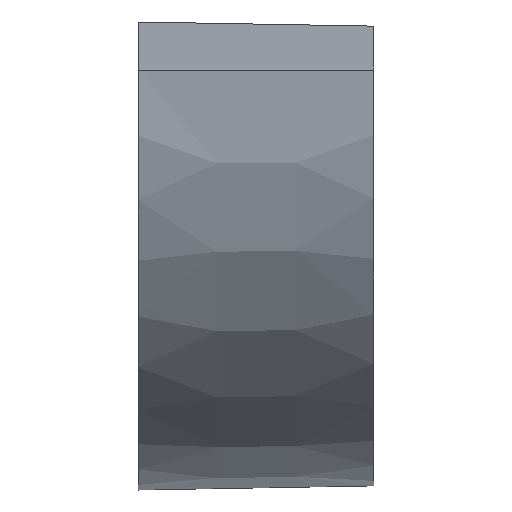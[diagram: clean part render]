
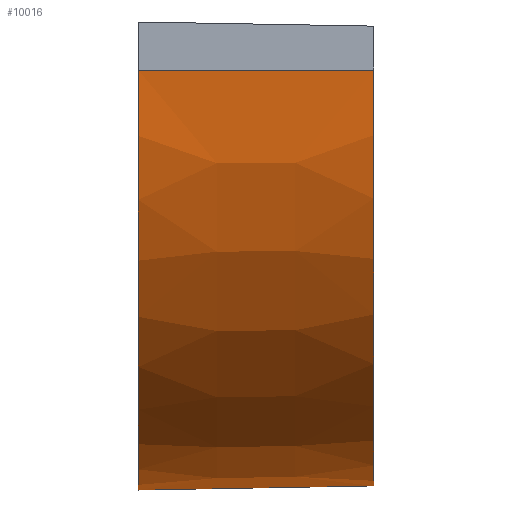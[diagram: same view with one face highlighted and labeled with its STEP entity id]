
A CAD part, left-side view. The second image highlights one B-rep face of the part: STEP entity #10016.
In plain terms, the highlighted conical face has half-angle 1 degrees and reference radius 108.8 mm.
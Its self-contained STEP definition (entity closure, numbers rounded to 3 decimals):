
#1 = VECTOR ( 'NONE', #2731, 1000. ) ;
#51 = CARTESIAN_POINT ( 'NONE',  ( 0., -30.8, -11.5 ) ) ;
#490 = VERTEX_POINT ( 'NONE', #9793 ) ;
#575 = VECTOR ( 'NONE', #963, 1000. ) ;
#963 = DIRECTION ( 'NONE',  ( 0.017, -1., 0. ) ) ;
#1459 = CIRCLE ( 'NONE', #11615, 108.8 ) ;
#1469 = CARTESIAN_POINT ( 'NONE',  ( 108.8, -30.8, -11.5 ) ) ;
#2265 = CONICAL_SURFACE ( 'NONE', #7751, 108.8, 0.017 ) ;
#2376 = DIRECTION ( 'NONE',  ( 0., 0., -1. ) ) ;
#2731 = DIRECTION ( 'NONE',  ( 0., -1., 0.017 ) ) ;
#2972 = LINE ( 'NONE', #51, #575 ) ;
#4019 = EDGE_LOOP ( 'NONE', ( #9958, #5089, #7147, #6127 ) ) ;
#4220 = DIRECTION ( 'NONE',  ( 0., 1., 0. ) ) ;
#4427 = CIRCLE ( 'NONE', #7039, 109.875 ) ;
#4804 = VERTEX_POINT ( 'NONE', #11895 ) ;
#4830 = DIRECTION ( 'NONE',  ( 0., 1., 0. ) ) ;
#5007 = EDGE_CURVE ( 'NONE', #9691, #8778, #7391, .T. ) ;
#5089 = ORIENTED_EDGE ( 'NONE', *, *, #10279, .F. ) ;
#5359 = CARTESIAN_POINT ( 'NONE',  ( 108.8, 30.8, -121.375 ) ) ;
#5369 = EDGE_CURVE ( 'NONE', #9691, #4804, #4427, .T. ) ;
#6127 = ORIENTED_EDGE ( 'NONE', *, *, #5007, .T. ) ;
#6454 = CARTESIAN_POINT ( 'NONE',  ( 108.8, -30.8, -120.3 ) ) ;
#7039 = AXIS2_PLACEMENT_3D ( 'NONE', #10313, #4830, #11429 ) ;
#7109 = EDGE_CURVE ( 'NONE', #8778, #490, #1459, .T. ) ;
#7147 = ORIENTED_EDGE ( 'NONE', *, *, #5369, .F. ) ;
#7391 = LINE ( 'NONE', #6454, #1 ) ;
#7751 = AXIS2_PLACEMENT_3D ( 'NONE', #1469, #7986, #2376 ) ;
#7831 = FACE_OUTER_BOUND ( 'NONE', #4019, .T. ) ;
#7986 = DIRECTION ( 'NONE',  ( 0., 1., 0. ) ) ;
#8778 = VERTEX_POINT ( 'NONE', #11538 ) ;
#9691 = VERTEX_POINT ( 'NONE', #5359 ) ;
#9793 = CARTESIAN_POINT ( 'NONE',  ( 0., -30.8, -11.5 ) ) ;
#9864 = CARTESIAN_POINT ( 'NONE',  ( 108.8, -30.8, -11.5 ) ) ;
#9958 = ORIENTED_EDGE ( 'NONE', *, *, #7109, .T. ) ;
#10016 = ADVANCED_FACE ( 'NONE', ( #7831 ), #2265, .T. ) ;
#10279 = EDGE_CURVE ( 'NONE', #4804, #490, #2972, .T. ) ;
#10313 = CARTESIAN_POINT ( 'NONE',  ( 108.8, 30.8, -11.5 ) ) ;
#10797 = DIRECTION ( 'NONE',  ( 0., 0., -1. ) ) ;
#11429 = DIRECTION ( 'NONE',  ( 0., 0., -1. ) ) ;
#11538 = CARTESIAN_POINT ( 'NONE',  ( 108.8, -30.8, -120.3 ) ) ;
#11615 = AXIS2_PLACEMENT_3D ( 'NONE', #9864, #4220, #10797 ) ;
#11895 = CARTESIAN_POINT ( 'NONE',  ( -1.075, 30.8, -11.5 ) ) ;
